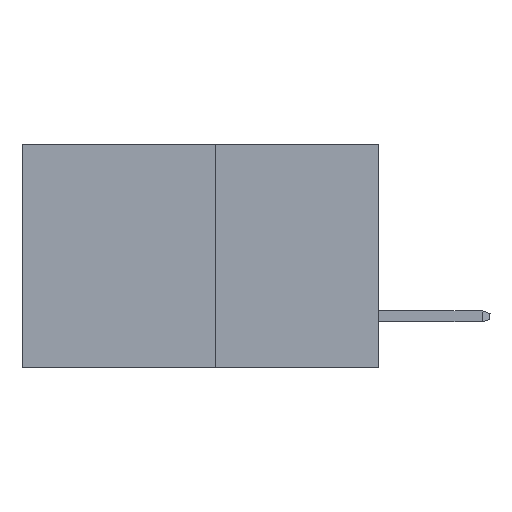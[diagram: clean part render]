
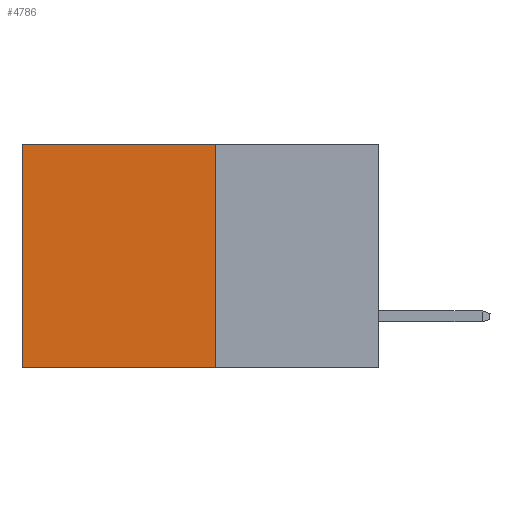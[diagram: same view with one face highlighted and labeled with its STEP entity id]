
A CAD part, left-side view. The second image highlights one B-rep face of the part: STEP entity #4786.
In plain terms, the highlighted planar face has unit normal (-1, 0, 0).
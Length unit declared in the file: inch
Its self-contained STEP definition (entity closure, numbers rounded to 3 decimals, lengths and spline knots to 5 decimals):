
#417 = ORIENTED_EDGE ( 'NONE', *, *, #15218, .T. ) ;
#819 = VERTEX_POINT ( 'NONE', #15440 ) ;
#975 = CARTESIAN_POINT ( 'NONE',  ( 0.277, 0.27, -0.37 ) ) ;
#1225 = CARTESIAN_POINT ( 'NONE',  ( 0.277, 0.27, -0.37 ) ) ;
#2812 = VECTOR ( 'NONE', #4214, 39.37008 ) ;
#3944 = ORIENTED_EDGE ( 'NONE', *, *, #14763, .T. ) ;
#4214 = DIRECTION ( 'NONE',  ( 0., 1., 0. ) ) ;
#4786 = ADVANCED_FACE ( 'NONE', ( #13664 ), #7774, .F. ) ;
#5255 = DIRECTION ( 'NONE',  ( 0., 0., -1. ) ) ;
#5551 = LINE ( 'NONE', #1225, #15443 ) ;
#5849 = VECTOR ( 'NONE', #12737, 39.37008 ) ;
#5986 = CARTESIAN_POINT ( 'NONE',  ( 0.277, 0.27, -0.37 ) ) ;
#6067 = EDGE_LOOP ( 'NONE', ( #417, #14042, #15995, #3944 ) ) ;
#7323 = AXIS2_PLACEMENT_3D ( 'NONE', #7759, #7377, #7489 ) ;
#7377 = DIRECTION ( 'NONE',  ( 1., 0., 0. ) ) ;
#7489 = DIRECTION ( 'NONE',  ( 0., 0., -1. ) ) ;
#7759 = CARTESIAN_POINT ( 'NONE',  ( 0.277, 0.27, -0.37 ) ) ;
#7774 = PLANE ( 'NONE',  #7323 ) ;
#7890 = CARTESIAN_POINT ( 'NONE',  ( 0.277, 0.59, 0. ) ) ;
#8016 = CARTESIAN_POINT ( 'NONE',  ( 0.277, 0.59, -0.37 ) ) ;
#9106 = VERTEX_POINT ( 'NONE', #13091 ) ;
#9318 = VECTOR ( 'NONE', #5255, 39.37008 ) ;
#9847 = EDGE_CURVE ( 'NONE', #15201, #819, #5551, .T. ) ;
#12359 = CARTESIAN_POINT ( 'NONE',  ( 0.277, 0.27, 0. ) ) ;
#12737 = DIRECTION ( 'NONE',  ( 0., 0., -1. ) ) ;
#12844 = LINE ( 'NONE', #8016, #9318 ) ;
#13091 = CARTESIAN_POINT ( 'NONE',  ( 0.277, 0.27, 0. ) ) ;
#13664 = FACE_OUTER_BOUND ( 'NONE', #6067, .T. ) ;
#14042 = ORIENTED_EDGE ( 'NONE', *, *, #9847, .F. ) ;
#14763 = EDGE_CURVE ( 'NONE', #9106, #15162, #17251, .T. ) ;
#14878 = DIRECTION ( 'NONE',  ( 0., 1., 0. ) ) ;
#15162 = VERTEX_POINT ( 'NONE', #7890 ) ;
#15201 = VERTEX_POINT ( 'NONE', #975 ) ;
#15218 = EDGE_CURVE ( 'NONE', #15162, #819, #12844, .T. ) ;
#15440 = CARTESIAN_POINT ( 'NONE',  ( 0.277, 0.59, -0.37 ) ) ;
#15443 = VECTOR ( 'NONE', #14878, 39.37008 ) ;
#15995 = ORIENTED_EDGE ( 'NONE', *, *, #16719, .F. ) ;
#16552 = LINE ( 'NONE', #5986, #5849 ) ;
#16719 = EDGE_CURVE ( 'NONE', #9106, #15201, #16552, .T. ) ;
#17251 = LINE ( 'NONE', #12359, #2812 ) ;
